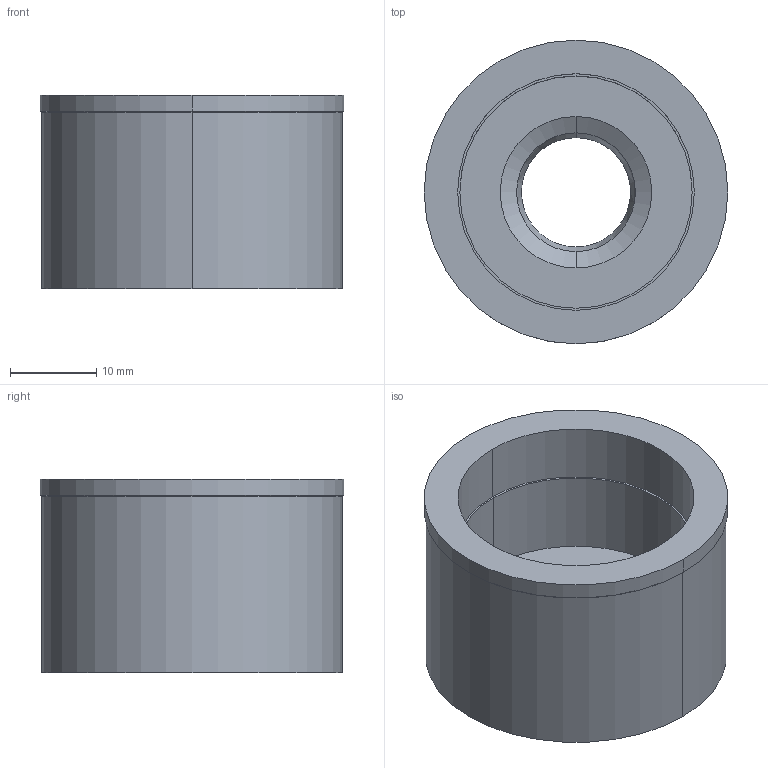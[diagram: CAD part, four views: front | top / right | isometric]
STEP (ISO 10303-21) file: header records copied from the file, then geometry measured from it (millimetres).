
FILE_DESCRIPTION((''),'2;1');
FILE_NAME('MEN10','2017-09-06T',('ykawabe'),(''),'CREO PARAMETRIC BY PTC INC, 2016380','CREO PARAMETRIC BY PTC INC, 2016380','');
FILE_SCHEMA(('AUTOMOTIVE_DESIGN { 1 0 10303 214 1 1 1 1 }'));
Length unit declared in the file: millimetre
Products named in the file (1): MEN10
Bounding box: 35.3 x 35.3 x 22.5 mm (x, y, z)
Volume: 11129.3 mm3; surface area: 5801.7 mm2
Topology: 1 solids, 1 shells, 24 faces, 48 edges, 28 vertices
Faces by surface type: cylinder 12, cone 8, plane 4
Entity records: 1029 total; most frequent: DIRECTION 134, CARTESIAN_POINT 107, ORIENTED_EDGE 96, AXIS2_PLACEMENT_3D 57, PRESENTATION_STYLE_ASSIGNMENT 53, STYLED_ITEM 53, CURVE_STYLE 52, EDGE_CURVE 48
